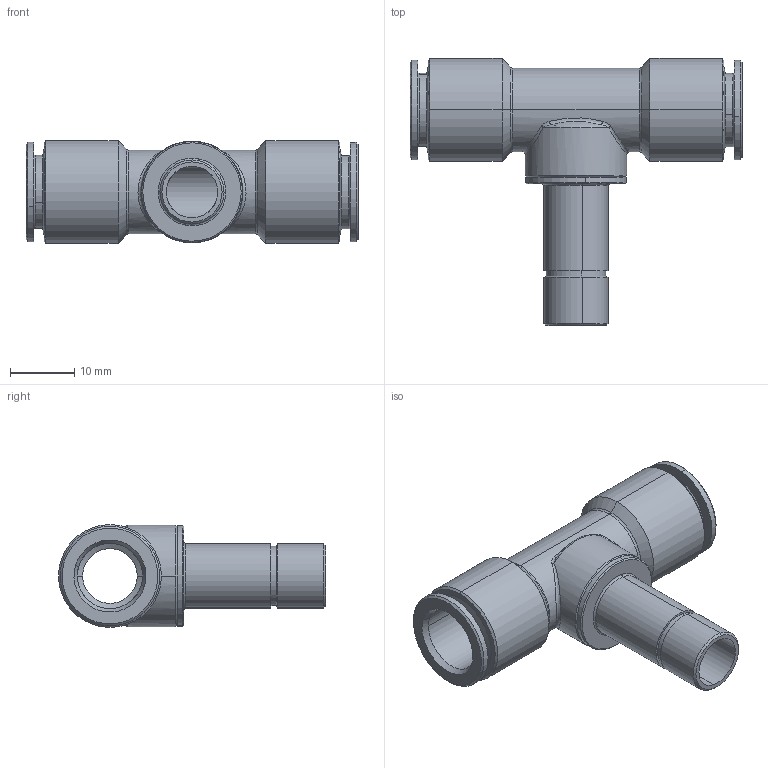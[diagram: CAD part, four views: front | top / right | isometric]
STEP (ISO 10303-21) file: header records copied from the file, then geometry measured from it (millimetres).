
FILE_DESCRIPTION (( 'STEP AP203' ), '1' );
FILE_NAME ('A0345050.STEP', '2009-04-09T11:38:03', ( '' ), ( 'sopra-pneumatic' ), 'SwSTEP 2.0', 'SolidWorks 2009', '' );
FILE_SCHEMA (( 'CONFIG_CONTROL_DESIGN' ));
Length unit declared in the file: millimetre
Products named in the file (1): A0345050
Bounding box: 51.6 x 41.5 x 16 mm (x, y, z)
Volume: 6188.9 mm3; surface area: 6223.2 mm2
Topology: 1 solids, 1 shells, 96 faces, 208 edges, 122 vertices
Faces by surface type: cone 38, cylinder 32, plane 10, torus 8, bspline 8
Entity records: 3265 total; most frequent: CARTESIAN_POINT 1067, DIRECTION 486, ORIENTED_EDGE 416, AXIS2_PLACEMENT_3D 209, EDGE_CURVE 208, VERTEX_POINT 122, CIRCLE 120, EDGE_LOOP 108
